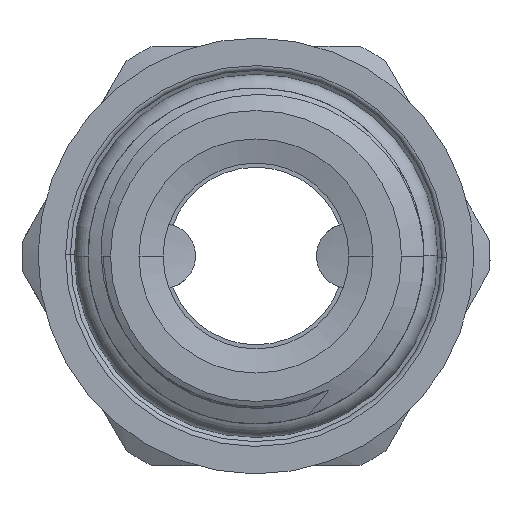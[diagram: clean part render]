
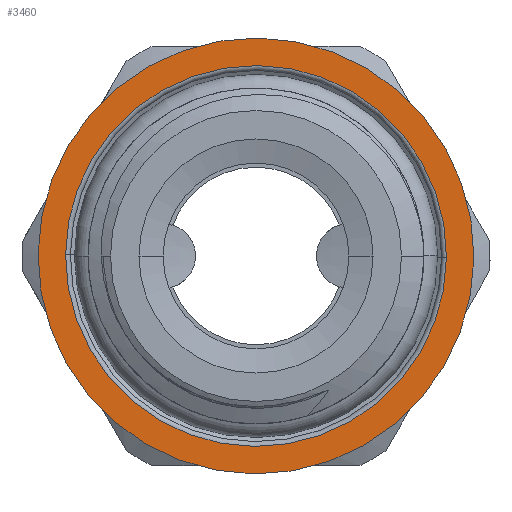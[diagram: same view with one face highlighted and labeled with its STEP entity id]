
A CAD part, left-side view. The second image highlights one B-rep face of the part: STEP entity #3460.
In plain terms, the highlighted face is planar.
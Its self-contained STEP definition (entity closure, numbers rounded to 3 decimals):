
#3261=CARTESIAN_POINT('',(0.,3.7,0.));
#3262=DIRECTION('',(0.,-1.,0.));
#3263=DIRECTION('',(1.,0.,0.));
#3264=AXIS2_PLACEMENT_3D('',#3261,#3262,#3263);
#3266=CARTESIAN_POINT('',(0.,3.7,0.));
#3267=DIRECTION('',(0.,-1.,0.));
#3268=DIRECTION('',(-1.,0.,0.));
#3269=AXIS2_PLACEMENT_3D('',#3266,#3267,#3268);
#3271=CARTESIAN_POINT('',(0.,3.7,0.));
#3272=DIRECTION('',(0.,1.,0.));
#3273=DIRECTION('',(-1.,0.,0.));
#3274=AXIS2_PLACEMENT_3D('',#3271,#3272,#3273);
#3284=CARTESIAN_POINT('',(0.,3.7,0.));
#3285=DIRECTION('',(0.,-1.,0.));
#3286=DIRECTION('',(-1.,0.,0.));
#3287=AXIS2_PLACEMENT_3D('',#3284,#3285,#3286);
#3318=CARTESIAN_POINT('',(-13.5,3.7,0.));
#3320=VERTEX_POINT('',#3318);
#3328=CARTESIAN_POINT('',(13.5,3.7,0.));
#3330=VERTEX_POINT('',#3328);
#3332=CARTESIAN_POINT('',(11.8,3.7,0.));
#3333=CARTESIAN_POINT('',(-11.8,3.7,0.));
#3334=VERTEX_POINT('',#3332);
#3335=VERTEX_POINT('',#3333);
#3444=CARTESIAN_POINT('',(0.,3.7,0.));
#3445=DIRECTION('',(0.,1.,0.));
#3446=DIRECTION('',(1.,0.,0.));
#3447=AXIS2_PLACEMENT_3D('',#3444,#3445,#3446);
#3448=PLANE('',#3447);
#3450=ORIENTED_EDGE('',*,*,#3449,.F.);
#3452=ORIENTED_EDGE('',*,*,#3451,.T.);
#3453=EDGE_LOOP('',(#3450,#3452));
#3454=FACE_OUTER_BOUND('',#3453,.F.);
#3455=ORIENTED_EDGE('',*,*,#3434,.F.);
#3457=ORIENTED_EDGE('',*,*,#3456,.F.);
#3458=EDGE_LOOP('',(#3455,#3457));
#3459=FACE_BOUND('',#3458,.F.);
#3460=ADVANCED_FACE('',(#3454,#3459),#3448,.T.);
#3265=CIRCLE('',#3264,11.8);
#3270=CIRCLE('',#3269,11.8);
#3275=CIRCLE('',#3274,13.5);
#3288=CIRCLE('',#3287,13.5);
#3434=EDGE_CURVE('',#3334,#3335,#3265,.T.);
#3449=EDGE_CURVE('',#3320,#3330,#3275,.T.);
#3451=EDGE_CURVE('',#3320,#3330,#3288,.T.);
#3456=EDGE_CURVE('',#3335,#3334,#3270,.T.);
